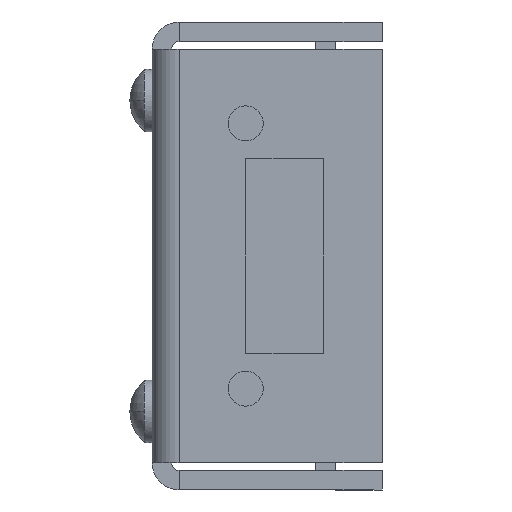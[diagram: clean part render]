
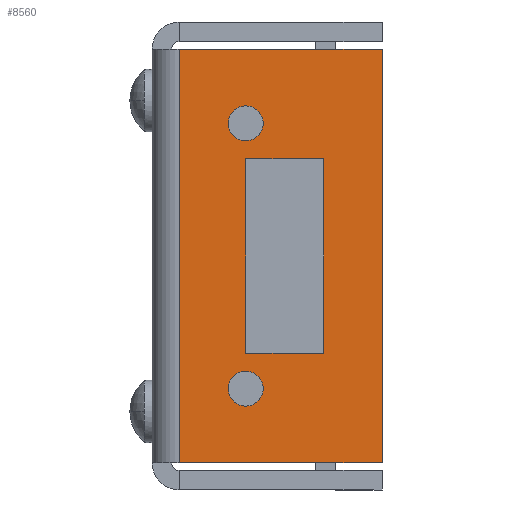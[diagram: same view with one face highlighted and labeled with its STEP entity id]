
A CAD part, left-side view. The second image highlights one B-rep face of the part: STEP entity #8560.
In plain terms, the highlighted planar face has unit normal (-1, 0, 0).
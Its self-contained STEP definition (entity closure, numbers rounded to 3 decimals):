
#245 = VECTOR ( 'NONE', #10595, 1000. ) ;
#350 = DIRECTION ( 'NONE',  ( -1., 0., 0. ) ) ;
#523 = CIRCLE ( 'NONE', #15603, 2.25 ) ;
#532 = ORIENTED_EDGE ( 'NONE', *, *, #1823, .T. ) ;
#544 = VERTEX_POINT ( 'NONE', #14778 ) ;
#817 = ORIENTED_EDGE ( 'NONE', *, *, #13251, .T. ) ;
#861 = CARTESIAN_POINT ( 'NONE',  ( -32.5, 0., 26.5 ) ) ;
#865 = EDGE_CURVE ( 'NONE', #544, #2671, #7423, .T. ) ;
#1129 = CARTESIAN_POINT ( 'NONE',  ( -32.5, -3.5, 26.5 ) ) ;
#1314 = VERTEX_POINT ( 'NONE', #16185 ) ;
#1565 = VECTOR ( 'NONE', #3597, 1000. ) ;
#1703 = EDGE_LOOP ( 'NONE', ( #16878, #817, #532, #9315 ) ) ;
#1823 = EDGE_CURVE ( 'NONE', #7303, #1314, #7573, .T. ) ;
#1981 = VERTEX_POINT ( 'NONE', #4638 ) ;
#2044 = CARTESIAN_POINT ( 'NONE',  ( -32.5, -9.75, 17. ) ) ;
#2115 = EDGE_CURVE ( 'NONE', #1981, #13209, #14920, .T. ) ;
#2572 = VECTOR ( 'NONE', #10657, 1000. ) ;
#2671 = VERTEX_POINT ( 'NONE', #2044 ) ;
#3512 = FACE_BOUND ( 'NONE', #5916, .T. ) ;
#3597 = DIRECTION ( 'NONE',  ( 0., 0., 1. ) ) ;
#3832 = CARTESIAN_POINT ( 'NONE',  ( -32.5, -9.75, -17. ) ) ;
#4638 = CARTESIAN_POINT ( 'NONE',  ( -32.5, -14.25, -17. ) ) ;
#5151 = DIRECTION ( 'NONE',  ( 0., -1., 0. ) ) ;
#5362 = AXIS2_PLACEMENT_3D ( 'NONE', #5898, #350, #11355 ) ;
#5666 = DIRECTION ( 'NONE',  ( 0., -1., 0. ) ) ;
#5898 = CARTESIAN_POINT ( 'NONE',  ( -32.5, -12., 17. ) ) ;
#5916 = EDGE_LOOP ( 'NONE', ( #14107, #8575 ) ) ;
#6337 = LINE ( 'NONE', #1129, #1565 ) ;
#6464 = EDGE_CURVE ( 'NONE', #15144, #17569, #6337, .T. ) ;
#6472 = CARTESIAN_POINT ( 'NONE',  ( -32.5, -29.5, 0. ) ) ;
#6516 = CARTESIAN_POINT ( 'NONE',  ( -32.5, -12., -17. ) ) ;
#6584 = CARTESIAN_POINT ( 'NONE',  ( -32.5, -3.5, -26.5 ) ) ;
#7219 = CARTESIAN_POINT ( 'NONE',  ( -32.5, -12., 17. ) ) ;
#7303 = VERTEX_POINT ( 'NONE', #8380 ) ;
#7423 = CIRCLE ( 'NONE', #5362, 2.25 ) ;
#7573 = LINE ( 'NONE', #6472, #16375 ) ;
#7701 = FACE_OUTER_BOUND ( 'NONE', #1703, .T. ) ;
#8380 = CARTESIAN_POINT ( 'NONE',  ( -32.5, -29.5, -26.5 ) ) ;
#8560 = ADVANCED_FACE ( 'NONE', ( #3512, #14582, #7701 ), #12393, .F. ) ;
#8575 = ORIENTED_EDGE ( 'NONE', *, *, #10112, .F. ) ;
#9041 = CIRCLE ( 'NONE', #11360, 2.25 ) ;
#9261 = DIRECTION ( 'NONE',  ( 0., -1., 0. ) ) ;
#9315 = ORIENTED_EDGE ( 'NONE', *, *, #12542, .T. ) ;
#10112 = EDGE_CURVE ( 'NONE', #2671, #544, #9041, .T. ) ;
#10595 = DIRECTION ( 'NONE',  ( 0., 1., 0. ) ) ;
#10657 = DIRECTION ( 'NONE',  ( 0., -1., 0. ) ) ;
#10777 = EDGE_CURVE ( 'NONE', #13209, #1981, #523, .T. ) ;
#10950 = DIRECTION ( 'NONE',  ( 1., 0., 0. ) ) ;
#11044 = CARTESIAN_POINT ( 'NONE',  ( -32.5, 0., 0. ) ) ;
#11355 = DIRECTION ( 'NONE',  ( 0., -1., 0. ) ) ;
#11360 = AXIS2_PLACEMENT_3D ( 'NONE', #7219, #13010, #5666 ) ;
#11762 = AXIS2_PLACEMENT_3D ( 'NONE', #14689, #17511, #9261 ) ;
#12051 = DIRECTION ( 'NONE',  ( -1., 0., 0. ) ) ;
#12393 = PLANE ( 'NONE',  #16975 ) ;
#12542 = EDGE_CURVE ( 'NONE', #1314, #17569, #13303, .T. ) ;
#13010 = DIRECTION ( 'NONE',  ( -1., 0., 0. ) ) ;
#13209 = VERTEX_POINT ( 'NONE', #3832 ) ;
#13251 = EDGE_CURVE ( 'NONE', #15144, #7303, #16168, .T. ) ;
#13303 = LINE ( 'NONE', #861, #245 ) ;
#13739 = CARTESIAN_POINT ( 'NONE',  ( -32.5, -3.5, 26.5 ) ) ;
#14107 = ORIENTED_EDGE ( 'NONE', *, *, #865, .F. ) ;
#14582 = FACE_BOUND ( 'NONE', #16865, .T. ) ;
#14689 = CARTESIAN_POINT ( 'NONE',  ( -32.5, -12., -17. ) ) ;
#14778 = CARTESIAN_POINT ( 'NONE',  ( -32.5, -14.25, 17. ) ) ;
#14920 = CIRCLE ( 'NONE', #11762, 2.25 ) ;
#15144 = VERTEX_POINT ( 'NONE', #6584 ) ;
#15527 = ORIENTED_EDGE ( 'NONE', *, *, #2115, .F. ) ;
#15603 = AXIS2_PLACEMENT_3D ( 'NONE', #6516, #12051, #5151 ) ;
#16159 = DIRECTION ( 'NONE',  ( 0., 0., 1. ) ) ;
#16168 = LINE ( 'NONE', #16257, #2572 ) ;
#16185 = CARTESIAN_POINT ( 'NONE',  ( -32.5, -29.5, 26.5 ) ) ;
#16257 = CARTESIAN_POINT ( 'NONE',  ( -32.5, 0., -26.5 ) ) ;
#16375 = VECTOR ( 'NONE', #16159, 1000. ) ;
#16470 = DIRECTION ( 'NONE',  ( 0., 1., 0. ) ) ;
#16865 = EDGE_LOOP ( 'NONE', ( #15527, #17537 ) ) ;
#16878 = ORIENTED_EDGE ( 'NONE', *, *, #6464, .F. ) ;
#16975 = AXIS2_PLACEMENT_3D ( 'NONE', #11044, #10950, #16470 ) ;
#17511 = DIRECTION ( 'NONE',  ( -1., 0., 0. ) ) ;
#17537 = ORIENTED_EDGE ( 'NONE', *, *, #10777, .F. ) ;
#17569 = VERTEX_POINT ( 'NONE', #13739 ) ;
